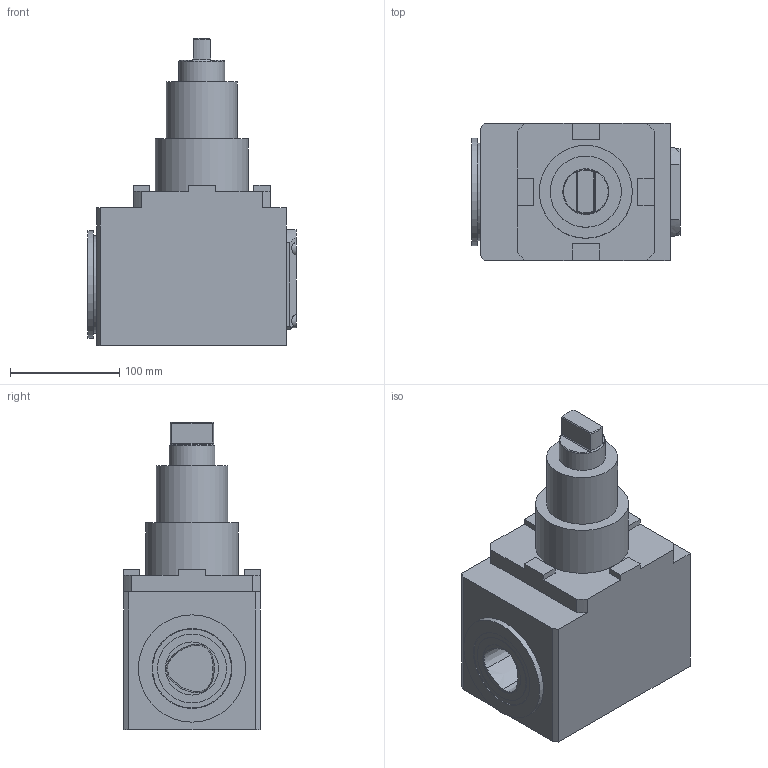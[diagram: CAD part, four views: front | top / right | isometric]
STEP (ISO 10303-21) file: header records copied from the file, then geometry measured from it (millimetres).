
FILE_DESCRIPTION(/* description */ (''),/* implementation_level */ '2;1');
FILE_NAME(/* name */ '1533821075025.stp',/* time_stamp */ '2018-08-09T15:24:41+02:00',/* author */ (''),/* organization */ ('SMS'),/* preprocessor_version */ 'ST-DEVELOPER v15',/* originating_system */ 'SIEMENS PLM Software NX 8.5',/* authorisation */ '');
FILE_SCHEMA (('AUTOMOTIVE_DESIGN { 1 0 10303 214 3 1 1 1 }'));
Length unit declared in the file: millimetre
Products named in the file (1): 201817101mod000_00
Bounding box: 190 x 125 x 281 mm (x, y, z)
Volume: 3510961.4 mm3; surface area: 167402.6 mm2
Topology: 1 solids, 1 shells, 86 faces, 216 edges, 143 vertices
Faces by surface type: plane 50, cylinder 26, cone 10
Full cylindrical faces by diameter (mm): 4 x1, 42 x1, 48.5 x1, 63 x1, 65 x1, 84.9 x1, 89 x1, 98 x1
Entity records: 2701 total; most frequent: CARTESIAN_POINT 598, DIRECTION 441, ORIENTED_EDGE 406, EDGE_CURVE 203, AXIS2_PLACEMENT_3D 161, VERTEX_POINT 140, LINE 119, VECTOR 119
